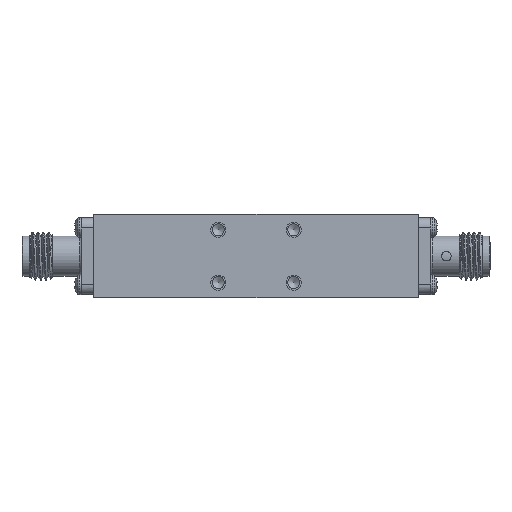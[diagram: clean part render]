
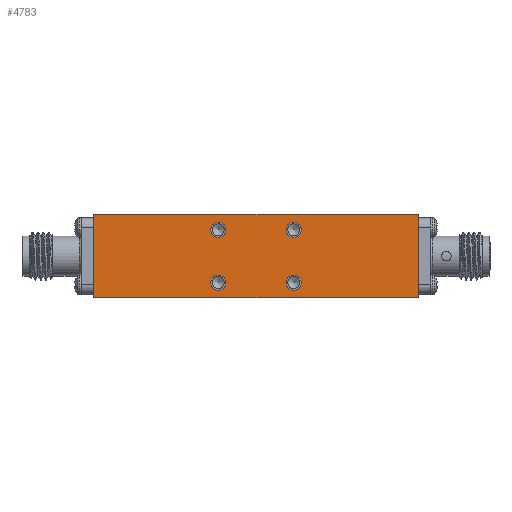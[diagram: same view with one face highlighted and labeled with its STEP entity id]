
A CAD part, front view. The second image highlights one B-rep face of the part: STEP entity #4783.
In plain terms, the highlighted planar face has unit normal (0, -1, 0).
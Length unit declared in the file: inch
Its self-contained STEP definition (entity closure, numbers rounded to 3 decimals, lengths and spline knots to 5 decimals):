
#294 = VERTEX_POINT ( 'NONE', #9824 ) ;
#1161 = CARTESIAN_POINT ( 'NONE',  ( -0.84646, -0.29528, -0.21654 ) ) ;
#1744 = EDGE_LOOP ( 'NONE', ( #16474, #16684, #9221, #25865 ) ) ;
#1825 = CARTESIAN_POINT ( 'NONE',  ( 0.19685, -0.29528, 0.1378 ) ) ;
#2305 = VERTEX_POINT ( 'NONE', #22001 ) ;
#2428 = LINE ( 'NONE', #16768, #3686 ) ;
#2860 = CARTESIAN_POINT ( 'NONE',  ( -0.84646, -0.29528, -0.21654 ) ) ;
#2881 = VECTOR ( 'NONE', #27549, 39.37008 ) ;
#3010 = CIRCLE ( 'NONE', #23316, 0.03937 ) ;
#3168 = EDGE_CURVE ( 'NONE', #14024, #14745, #2428, .T. ) ;
#3686 = VECTOR ( 'NONE', #16303, 39.37008 ) ;
#4720 = EDGE_CURVE ( 'NONE', #14024, #18480, #15986, .T. ) ;
#4783 = ADVANCED_FACE ( 'NONE', ( #14702, #28817, #11542, #21212, #14230 ), #18840, .F. ) ;
#4869 = CARTESIAN_POINT ( 'NONE',  ( -0.19685, -0.29528, 0.1378 ) ) ;
#5075 = CARTESIAN_POINT ( 'NONE',  ( -0.19685, -0.29528, 0.09843 ) ) ;
#5494 = ORIENTED_EDGE ( 'NONE', *, *, #10504, .F. ) ;
#6647 = EDGE_LOOP ( 'NONE', ( #5494 ) ) ;
#7574 = DIRECTION ( 'NONE',  ( 0., 0., -1. ) ) ;
#7722 = DIRECTION ( 'NONE',  ( 0., -1., 0. ) ) ;
#7840 = CARTESIAN_POINT ( 'NONE',  ( 0.19685, -0.29528, 0.09843 ) ) ;
#9221 = ORIENTED_EDGE ( 'NONE', *, *, #3168, .F. ) ;
#9296 = DIRECTION ( 'NONE',  ( 0., 0., 1. ) ) ;
#9824 = CARTESIAN_POINT ( 'NONE',  ( 0.19685, -0.29528, -0.17717 ) ) ;
#10024 = DIRECTION ( 'NONE',  ( 0., -1., 0. ) ) ;
#10504 = EDGE_CURVE ( 'NONE', #19935, #19935, #18157, .T. ) ;
#11244 = EDGE_LOOP ( 'NONE', ( #21382 ) ) ;
#11542 = FACE_BOUND ( 'NONE', #21186, .T. ) ;
#11928 = CARTESIAN_POINT ( 'NONE',  ( -0.19685, -0.29528, -0.17717 ) ) ;
#12087 = AXIS2_PLACEMENT_3D ( 'NONE', #24011, #10024, #24156 ) ;
#12180 = LINE ( 'NONE', #26470, #17686 ) ;
#12209 = DIRECTION ( 'NONE',  ( 0., -1., 0. ) ) ;
#13711 = EDGE_CURVE ( 'NONE', #14745, #2305, #12180, .T. ) ;
#13731 = CIRCLE ( 'NONE', #17776, 0.03937 ) ;
#14024 = VERTEX_POINT ( 'NONE', #24348 ) ;
#14230 = FACE_OUTER_BOUND ( 'NONE', #1744, .T. ) ;
#14231 = DIRECTION ( 'NONE',  ( 0., 0., -1. ) ) ;
#14581 = DIRECTION ( 'NONE',  ( 0., 0., -1. ) ) ;
#14624 = VERTEX_POINT ( 'NONE', #5075 ) ;
#14702 = FACE_BOUND ( 'NONE', #25532, .T. ) ;
#14745 = VERTEX_POINT ( 'NONE', #16328 ) ;
#15056 = EDGE_CURVE ( 'NONE', #20724, #20724, #30305, .T. ) ;
#15986 = LINE ( 'NONE', #18208, #28945 ) ;
#16303 = DIRECTION ( 'NONE',  ( 1., 0., 0. ) ) ;
#16328 = CARTESIAN_POINT ( 'NONE',  ( 0.84646, -0.29528, 0.21654 ) ) ;
#16474 = ORIENTED_EDGE ( 'NONE', *, *, #21811, .T. ) ;
#16684 = ORIENTED_EDGE ( 'NONE', *, *, #13711, .F. ) ;
#16768 = CARTESIAN_POINT ( 'NONE',  ( -0.84646, -0.29528, 0.21654 ) ) ;
#17686 = VECTOR ( 'NONE', #21845, 39.37008 ) ;
#17776 = AXIS2_PLACEMENT_3D ( 'NONE', #24262, #12209, #7574 ) ;
#18157 = CIRCLE ( 'NONE', #26279, 0.03937 ) ;
#18208 = CARTESIAN_POINT ( 'NONE',  ( -0.84646, -0.29528, 0.21654 ) ) ;
#18480 = VERTEX_POINT ( 'NONE', #2860 ) ;
#18840 = PLANE ( 'NONE',  #27431 ) ;
#19634 = EDGE_CURVE ( 'NONE', #14624, #14624, #3010, .T. ) ;
#19935 = VERTEX_POINT ( 'NONE', #7840 ) ;
#20724 = VERTEX_POINT ( 'NONE', #11928 ) ;
#20728 = EDGE_CURVE ( 'NONE', #294, #294, #13731, .T. ) ;
#21186 = EDGE_LOOP ( 'NONE', ( #29642 ) ) ;
#21212 = FACE_BOUND ( 'NONE', #11244, .T. ) ;
#21382 = ORIENTED_EDGE ( 'NONE', *, *, #15056, .F. ) ;
#21811 = EDGE_CURVE ( 'NONE', #18480, #2305, #22949, .T. ) ;
#21845 = DIRECTION ( 'NONE',  ( 0., 0., -1. ) ) ;
#22001 = CARTESIAN_POINT ( 'NONE',  ( 0.84646, -0.29528, -0.21654 ) ) ;
#22949 = LINE ( 'NONE', #1161, #2881 ) ;
#23316 = AXIS2_PLACEMENT_3D ( 'NONE', #4869, #7722, #14581 ) ;
#24011 = CARTESIAN_POINT ( 'NONE',  ( -0.19685, -0.29528, -0.1378 ) ) ;
#24156 = DIRECTION ( 'NONE',  ( 0., 0., -1. ) ) ;
#24262 = CARTESIAN_POINT ( 'NONE',  ( 0.19685, -0.29528, -0.1378 ) ) ;
#24348 = CARTESIAN_POINT ( 'NONE',  ( -0.84646, -0.29528, 0.21654 ) ) ;
#25532 = EDGE_LOOP ( 'NONE', ( #28803 ) ) ;
#25865 = ORIENTED_EDGE ( 'NONE', *, *, #4720, .T. ) ;
#26279 = AXIS2_PLACEMENT_3D ( 'NONE', #1825, #26299, #14231 ) ;
#26299 = DIRECTION ( 'NONE',  ( 0., -1., 0. ) ) ;
#26455 = CARTESIAN_POINT ( 'NONE',  ( -0.84646, -0.29528, 0.21654 ) ) ;
#26470 = CARTESIAN_POINT ( 'NONE',  ( 0.84646, -0.29528, 0.21654 ) ) ;
#27431 = AXIS2_PLACEMENT_3D ( 'NONE', #26455, #28969, #9296 ) ;
#27549 = DIRECTION ( 'NONE',  ( 1., 0., 0. ) ) ;
#28803 = ORIENTED_EDGE ( 'NONE', *, *, #19634, .F. ) ;
#28817 = FACE_BOUND ( 'NONE', #6647, .T. ) ;
#28945 = VECTOR ( 'NONE', #30412, 39.37008 ) ;
#28969 = DIRECTION ( 'NONE',  ( 0., 1., 0. ) ) ;
#29642 = ORIENTED_EDGE ( 'NONE', *, *, #20728, .F. ) ;
#30305 = CIRCLE ( 'NONE', #12087, 0.03937 ) ;
#30412 = DIRECTION ( 'NONE',  ( 0., 0., -1. ) ) ;
